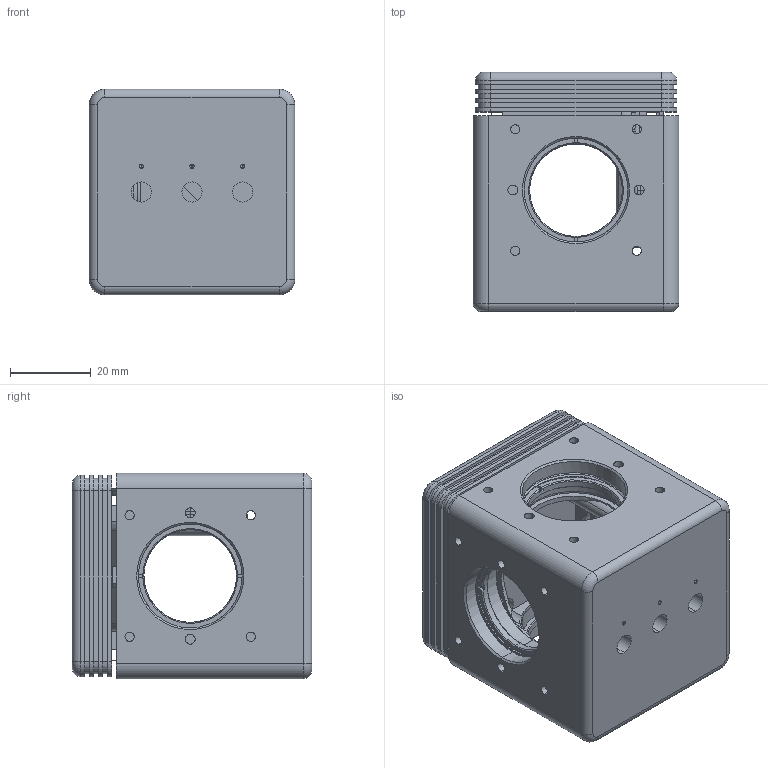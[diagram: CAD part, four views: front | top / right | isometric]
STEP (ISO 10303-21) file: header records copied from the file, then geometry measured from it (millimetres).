
FILE_DESCRIPTION (( 'STEP AP214' ), '1' );
FILE_NAME ('TTN201940-E0W.STEP', '2019-12-03T19:33:48', ( 'admin' ), ( '' ), 'SwSTEP 2.0', 'SolidWorks 2018', '' );
FILE_SCHEMA (( 'AUTOMOTIVE_DESIGN' ));
Length unit declared in the file: inch
Products named in the file (1): TTN201940-E0W
Bounding box: 50.8 x 59.12 x 50.8 mm (x, y, z)
Surface area: 30353.6 mm2 (no closed solid volume)
Topology: 0 solids, 31 shells, 429 faces, 1772 edges, 1381 vertices
Faces by surface type: plane 200, cylinder 159, cone 55, torus 8, bspline 7
Entity records: 26241 total; most frequent: CARTESIAN_POINT 6501, DIRECTION 2744, ORIENTED_EDGE 2688, EDGE_CURVE 1764, VERTEX_POINT 1381, VECTOR 982, LINE 982, AXIS2_PLACEMENT_3D 881
